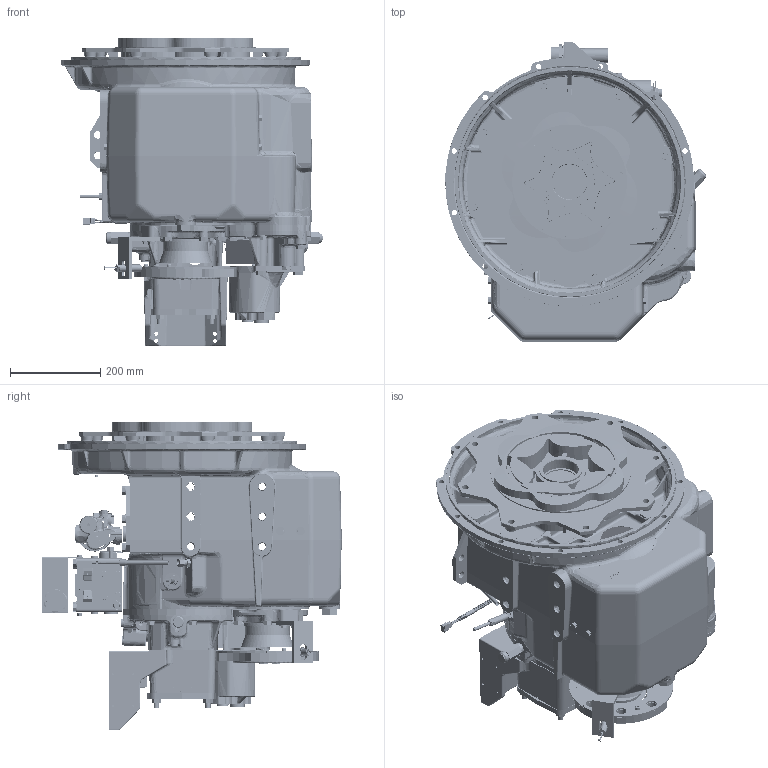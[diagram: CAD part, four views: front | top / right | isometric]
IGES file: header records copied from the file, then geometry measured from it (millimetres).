
Start section: SolidWorks IGES file using analytic representation for surfaces
Global section: file name: PX13254B.IGS; native system: SolidWorks 2015; preprocessor: SolidWorks 2015; author: dvandooren; date: 180508.174302; units: millimetre
Bounding box: 580.48 x 665.15 x 685.52 mm (x, y, z)
Surface area: 3280377.5 mm2 (no closed solid volume)
Topology: 0 solids, 0 shells, 4489 faces, 91353 edges, 90791 vertices
Faces by surface type: bspline 2968, revolution 1521
